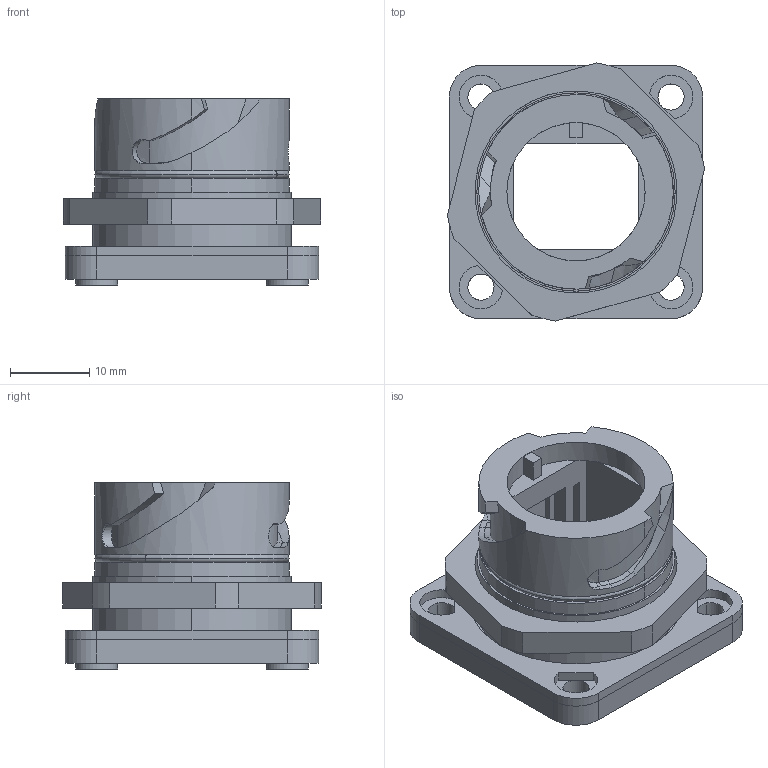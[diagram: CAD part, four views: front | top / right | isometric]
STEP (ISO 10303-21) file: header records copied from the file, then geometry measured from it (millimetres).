
FILE_DESCRIPTION(('CATIA V5R24 STEP','CAx-IF Rec.Pracs.--- Model Styling and Organization---1.2---2011-12-15'),'2;1');
FILE_NAME ('D1446696_0', '2018-08-29T08:58:19+00:00', ('Weidmueller Interface'), ('Weidmueller'), 'CATIA Version 5-6 Release 2014 SP4 HF52', 'CATIA V5 STEP AP214', 'none');
FILE_SCHEMA(('AUTOMOTIVE_DESIGN { 1 0 10303 214 1 1 1 1 }'));
Length unit declared in the file: millimetre
Products named in the file (1): 1016960000
Bounding box: 32.48 x 32.59 x 23.51 mm (x, y, z)
Volume: 7281.9 mm3; surface area: 8162.5 mm2
Topology: 4 solids, 4 shells, 243 faces, 669 edges, 436 vertices
Faces by surface type: plane 125, cylinder 90, bspline 24, torus 4
Entity records: 7809 total; most frequent: CARTESIAN_POINT 2112, ORIENTED_EDGE 1338, DIRECTION 871, EDGE_CURVE 669, VERTEX_POINT 436, VECTOR 376, LINE 376, AXIS2_PLACEMENT_3D 334
